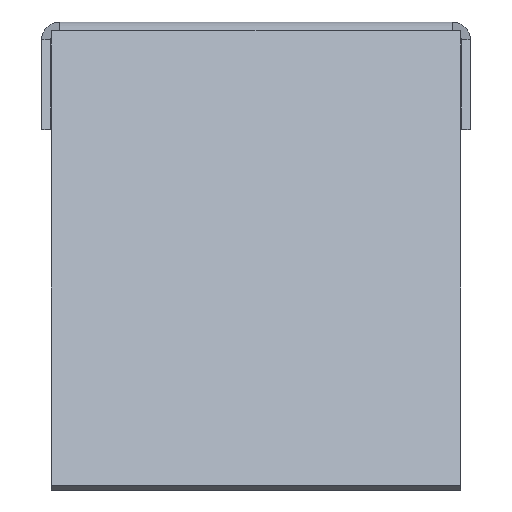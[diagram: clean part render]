
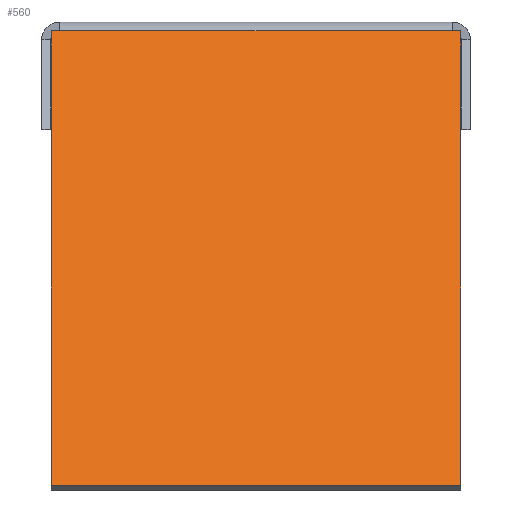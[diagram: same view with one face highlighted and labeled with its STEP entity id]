
A CAD part, top view. The second image highlights one B-rep face of the part: STEP entity #560.
In plain terms, the highlighted planar face has unit normal (0, 0.5, 0.866).
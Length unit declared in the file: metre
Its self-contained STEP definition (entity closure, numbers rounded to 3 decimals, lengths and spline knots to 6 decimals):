
#78=ORIENTED_EDGE('',*,*,#223,.F.);
#79=ORIENTED_EDGE('',*,*,#225,.T.);
#80=ORIENTED_EDGE('',*,*,#211,.F.);
#81=ORIENTED_EDGE('',*,*,#214,.F.);
#82=ORIENTED_EDGE('',*,*,#217,.F.);
#83=ORIENTED_EDGE('',*,*,#219,.T.);
#84=ORIENTED_EDGE('',*,*,#206,.F.);
#85=ORIENTED_EDGE('',*,*,#226,.F.);
#206=EDGE_CURVE('',#282,#283,#328,.F.);
#211=EDGE_CURVE('',#287,#285,#333,.F.);
#214=EDGE_CURVE('',#289,#287,#336,.F.);
#217=EDGE_CURVE('',#291,#289,#339,.T.);
#219=EDGE_CURVE('',#291,#283,#341,.T.);
#223=EDGE_CURVE('',#295,#293,#345,.F.);
#225=EDGE_CURVE('',#295,#285,#347,.F.);
#226=EDGE_CURVE('',#293,#282,#348,.T.);
#282=VERTEX_POINT('',#838);
#283=VERTEX_POINT('',#840);
#285=VERTEX_POINT('',#845);
#287=VERTEX_POINT('',#849);
#289=VERTEX_POINT('',#855);
#291=VERTEX_POINT('',#861);
#293=VERTEX_POINT('',#869);
#295=VERTEX_POINT('',#873);
#328=LINE('',#839,#394);
#333=LINE('',#850,#399);
#336=LINE('',#856,#402);
#339=LINE('',#862,#405);
#341=LINE('',#865,#407);
#345=LINE('',#874,#411);
#347=LINE('',#877,#413);
#348=LINE('',#879,#414);
#394=VECTOR('',#669,1.);
#399=VECTOR('',#676,1.);
#402=VECTOR('',#681,1.);
#405=VECTOR('',#686,1.);
#407=VECTOR('',#690,1.);
#411=VECTOR('',#696,1.);
#413=VECTOR('',#700,1.);
#414=VECTOR('',#703,1.);
#458=EDGE_LOOP('',(#78,#79,#80,#81,#82,#83,#84,#85));
#494=FACE_BOUND('',#458,.T.);
#530=PLANE('',#609);
#560=ADVANCED_FACE('',(#494),#530,.T.);
#609=AXIS2_PLACEMENT_3D('',#878,#701,#702);
#669=DIRECTION('',(-1.,0.,0.));
#676=DIRECTION('',(0.,-0.866,0.5));
#681=DIRECTION('',(1.,0.,0.));
#686=DIRECTION('',(0.,-0.866,0.5));
#690=DIRECTION('',(0.,0.866,-0.5));
#696=DIRECTION('',(-1.,0.,0.));
#700=DIRECTION('',(0.,0.866,-0.5));
#701=DIRECTION('',(0.,0.5,0.866));
#702=DIRECTION('',(1.,0.,0.));
#703=DIRECTION('',(1.,0.,0.));
#838=CARTESIAN_POINT('',(0.1125,-0.0025,0.082887));
#839=CARTESIAN_POINT('',(0.0575,-0.0025,0.082887));
#840=CARTESIAN_POINT('',(0.1148,-0.0025,0.082887));
#845=CARTESIAN_POINT('',(0.0002,-0.02875,0.098042));
#849=CARTESIAN_POINT('',(0.0002,-0.129904,0.156443));
#850=CARTESIAN_POINT('',(0.0002,-0.029753,0.098621));
#855=CARTESIAN_POINT('',(0.1148,-0.129904,0.156443));
#856=CARTESIAN_POINT('',(0.0575,-0.129904,0.156443));
#861=CARTESIAN_POINT('',(0.1148,-0.02875,0.098042));
#862=CARTESIAN_POINT('',(0.1148,-0.029753,0.098621));
#865=CARTESIAN_POINT('',(0.1148,-0.065577,0.119304));
#869=CARTESIAN_POINT('',(0.0025,-0.0025,0.082887));
#873=CARTESIAN_POINT('',(0.0002,-0.0025,0.082887));
#874=CARTESIAN_POINT('',(0.0575,-0.0025,0.082887));
#877=CARTESIAN_POINT('',(0.0002,-0.065577,0.119304));
#878=CARTESIAN_POINT('',(0.0575,-0.065577,0.119304));
#879=CARTESIAN_POINT('',(0.0575,-0.0025,0.082887));
